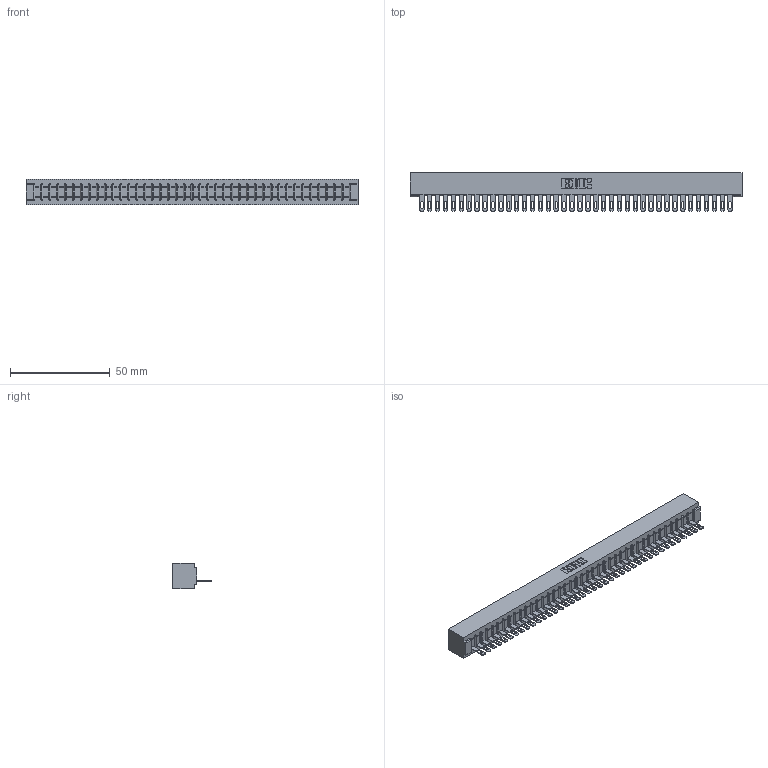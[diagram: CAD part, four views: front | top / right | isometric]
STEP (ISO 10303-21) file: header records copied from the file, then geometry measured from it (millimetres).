
FILE_DESCRIPTION (( 'STEP AP203' ), '1' );
FILE_NAME ('357-040-405-101.STEP', '2020-10-03T04:47:02', ( '' ), ( '' ), 'SwSTEP 2.0', 'SolidWorks 2020', '' );
FILE_SCHEMA (( 'CONFIG_CONTROL_DESIGN' ));
Length unit declared in the file: inch
Products named in the file (3): 357-040-405-101; 307 Part_No Mounting Lugs; 307-290-001_505
Assembly tree (41 placements, depth 2):
  357-040-405-101
    307 Part_No Mounting Lugs
    307-290-001_505  x40
Bounding box: 166.37 x 19.18 x 12.7 mm (x, y, z)
Volume: 17823.4 mm3; surface area: 19331.1 mm2
Topology: 41 solids, 41 shells, 2391 faces, 6779 edges, 4354 vertices
Faces by surface type: plane 1506, cylinder 803, sphere 82
Entity records: 34234 total; most frequent: CARTESIAN_POINT 5764, ORIENTED_EDGE 5750, DIRECTION 5607, EDGE_CURVE 2875, LINE 2205, VECTOR 2205, VERTEX_POINT 1858, AXIS2_PLACEMENT_3D 1701
